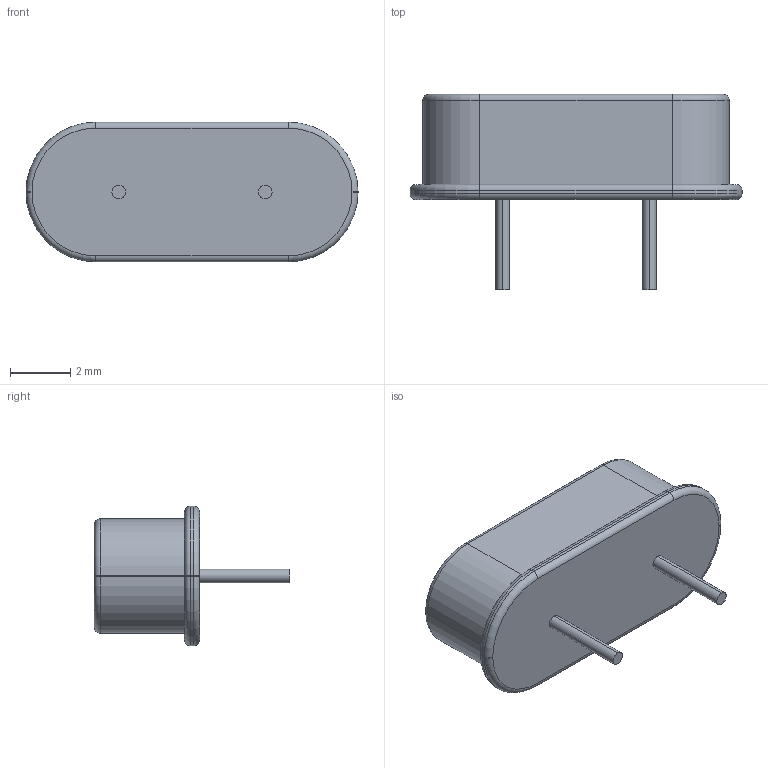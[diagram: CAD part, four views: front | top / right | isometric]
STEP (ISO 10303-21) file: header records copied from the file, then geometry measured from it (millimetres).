
FILE_DESCRIPTION (( 'STEP AP214' ), '1' );
FILE_NAME ('crystal oscillator.STEP', '2018-03-16T02:24:01', ( '' ), ( '' ), 'SwSTEP 2.0', 'SolidWorks 2016', '' );
FILE_SCHEMA (( 'AUTOMOTIVE_DESIGN' ));
Length unit declared in the file: millimetre
Products named in the file (1): crystal oscillator
Bounding box: 11.05 x 6.5 x 4.65 mm (x, y, z)
Volume: 130.5 mm3; surface area: 187.3 mm2
Topology: 1 solids, 1 shells, 107 faces, 252 edges, 160 vertices
Faces by surface type: bspline 48, cylinder 24, plane 23, torus 12
Entity records: 6300 total; most frequent: CARTESIAN_POINT 4088, ORIENTED_EDGE 504, DIRECTION 336, EDGE_CURVE 252, VERTEX_POINT 160, AXIS2_PLACEMENT_3D 120, EDGE_LOOP 120, ADVANCED_FACE 107
